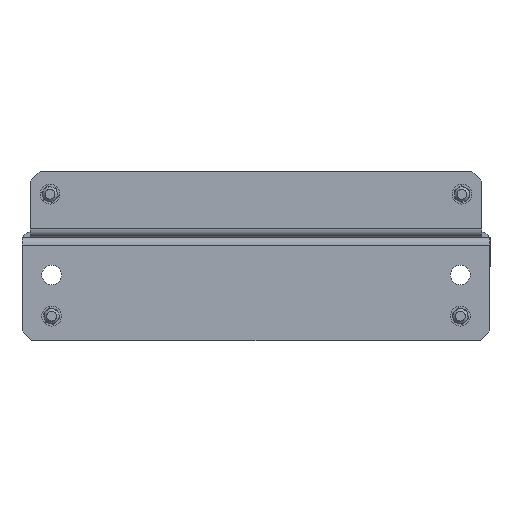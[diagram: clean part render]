
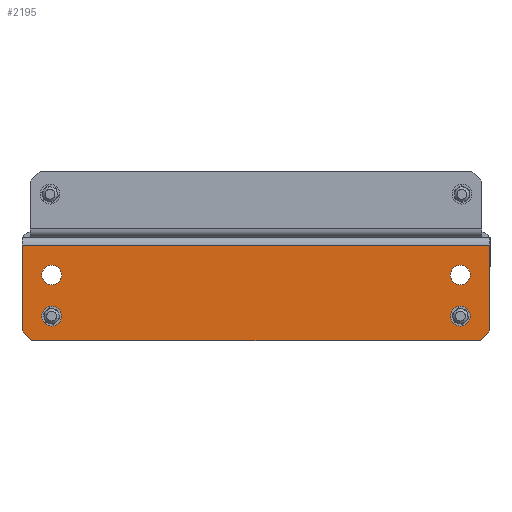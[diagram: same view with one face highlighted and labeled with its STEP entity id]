
A CAD part, left-side view. The second image highlights one B-rep face of the part: STEP entity #2195.
In plain terms, the highlighted face is planar.
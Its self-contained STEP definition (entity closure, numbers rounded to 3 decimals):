
#22 = ORIENTED_EDGE ( 'NONE', *, *, #3003, .F. ) ;
#88 = AXIS2_PLACEMENT_3D ( 'NONE', #1857, #493, #3248 ) ;
#267 = CARTESIAN_POINT ( 'NONE',  ( 11.25, -1.5, -62. ) ) ;
#271 = DIRECTION ( 'NONE',  ( -1., 0., 0. ) ) ;
#308 = EDGE_CURVE ( 'NONE', #4548, #3915, #4535, .T. ) ;
#346 = CARTESIAN_POINT ( 'NONE',  ( -1.25, -1.5, 62. ) ) ;
#431 = LINE ( 'NONE', #4308, #625 ) ;
#448 = DIRECTION ( 'NONE',  ( 0., 1., 0. ) ) ;
#493 = DIRECTION ( 'NONE',  ( 0., -1., 0. ) ) ;
#572 = DIRECTION ( 'NONE',  ( 0., -1., 0. ) ) ;
#594 = CARTESIAN_POINT ( 'NONE',  ( 15.75, -1.5, 68. ) ) ;
#625 = VECTOR ( 'NONE', #3605, 1000. ) ;
#684 = CARTESIAN_POINT ( 'NONE',  ( -15.75, -1.5, 71. ) ) ;
#727 = CARTESIAN_POINT ( 'NONE',  ( 15.75, -1.5, 68. ) ) ;
#815 = VERTEX_POINT ( 'NONE', #346 ) ;
#991 = CIRCLE ( 'NONE', #88, 3. ) ;
#1012 = AXIS2_PLACEMENT_3D ( 'NONE', #4212, #3894, #2462 ) ;
#1017 = DIRECTION ( 'NONE',  ( 0., -1., 0. ) ) ;
#1027 = EDGE_CURVE ( 'NONE', #1974, #1945, #991, .T. ) ;
#1044 = DIRECTION ( 'NONE',  ( 0., 1., 0. ) ) ;
#1179 = CARTESIAN_POINT ( 'NONE',  ( -15.75, -1.5, 71. ) ) ;
#1206 = EDGE_LOOP ( 'NONE', ( #4500, #2316 ) ) ;
#1259 = ORIENTED_EDGE ( 'NONE', *, *, #1339, .T. ) ;
#1319 = VERTEX_POINT ( 'NONE', #3204 ) ;
#1329 = EDGE_LOOP ( 'NONE', ( #2861, #2212 ) ) ;
#1338 = DIRECTION ( 'NONE',  ( 1., 0., 0. ) ) ;
#1339 = EDGE_CURVE ( 'NONE', #2333, #1926, #2869, .T. ) ;
#1356 = LINE ( 'NONE', #4575, #3848 ) ;
#1496 = EDGE_CURVE ( 'NONE', #4404, #1319, #3995, .T. ) ;
#1652 = DIRECTION ( 'NONE',  ( -0.707, 0., 0.707 ) ) ;
#1676 = AXIS2_PLACEMENT_3D ( 'NONE', #3797, #572, #271 ) ;
#1728 = CARTESIAN_POINT ( 'NONE',  ( -7.25, -1.5, -62. ) ) ;
#1741 = DIRECTION ( 'NONE',  ( 0.707, 0., 0.707 ) ) ;
#1797 = EDGE_LOOP ( 'NONE', ( #2104, #4061 ) ) ;
#1809 = EDGE_CURVE ( 'NONE', #3041, #1926, #1356, .T. ) ;
#1857 = CARTESIAN_POINT ( 'NONE',  ( -4.25, -1.5, -62. ) ) ;
#1891 = AXIS2_PLACEMENT_3D ( 'NONE', #3598, #3989, #2911 ) ;
#1926 = VERTEX_POINT ( 'NONE', #2290 ) ;
#1945 = VERTEX_POINT ( 'NONE', #4492 ) ;
#1947 = CARTESIAN_POINT ( 'NONE',  ( 12.75, -1.5, -71. ) ) ;
#1965 = EDGE_CURVE ( 'NONE', #1945, #1974, #4524, .T. ) ;
#1974 = VERTEX_POINT ( 'NONE', #1728 ) ;
#2044 = CARTESIAN_POINT ( 'NONE',  ( 8.25, -1.5, -62. ) ) ;
#2056 = CIRCLE ( 'NONE', #4006, 3. ) ;
#2090 = EDGE_CURVE ( 'NONE', #4465, #815, #2642, .T. ) ;
#2104 = ORIENTED_EDGE ( 'NONE', *, *, #3375, .T. ) ;
#2147 = EDGE_CURVE ( 'NONE', #4548, #3927, #3969, .T. ) ;
#2170 = EDGE_CURVE ( 'NONE', #3927, #2333, #431, .T. ) ;
#2195 = ADVANCED_FACE ( 'NONE', ( #2551, #4348, #2904, #2213, #3672 ), #4368, .F. ) ;
#2212 = ORIENTED_EDGE ( 'NONE', *, *, #1965, .F. ) ;
#2213 = FACE_BOUND ( 'NONE', #1797, .T. ) ;
#2277 = EDGE_LOOP ( 'NONE', ( #2540, #22 ) ) ;
#2290 = CARTESIAN_POINT ( 'NONE',  ( 15.75, -1.5, -68. ) ) ;
#2316 = ORIENTED_EDGE ( 'NONE', *, *, #2862, .T. ) ;
#2333 = VERTEX_POINT ( 'NONE', #1947 ) ;
#2462 = DIRECTION ( 'NONE',  ( -1., 0., 0. ) ) ;
#2487 = DIRECTION ( 'NONE',  ( 0., -1., 0. ) ) ;
#2540 = ORIENTED_EDGE ( 'NONE', *, *, #4007, .F. ) ;
#2551 = FACE_BOUND ( 'NONE', #1329, .T. ) ;
#2642 = CIRCLE ( 'NONE', #3253, 3. ) ;
#2669 = VERTEX_POINT ( 'NONE', #4358 ) ;
#2678 = ORIENTED_EDGE ( 'NONE', *, *, #308, .F. ) ;
#2713 = DIRECTION ( 'NONE',  ( -1., 0., 0. ) ) ;
#2732 = AXIS2_PLACEMENT_3D ( 'NONE', #3537, #2487, #3516 ) ;
#2789 = DIRECTION ( 'NONE',  ( 0., 0., -1. ) ) ;
#2802 = AXIS2_PLACEMENT_3D ( 'NONE', #1179, #448, #3312 ) ;
#2861 = ORIENTED_EDGE ( 'NONE', *, *, #1027, .F. ) ;
#2862 = EDGE_CURVE ( 'NONE', #815, #4465, #2056, .T. ) ;
#2869 = LINE ( 'NONE', #4225, #3844 ) ;
#2890 = ORIENTED_EDGE ( 'NONE', *, *, #2170, .T. ) ;
#2904 = FACE_BOUND ( 'NONE', #1206, .T. ) ;
#2911 = DIRECTION ( 'NONE',  ( -1., 0., 0. ) ) ;
#2953 = AXIS2_PLACEMENT_3D ( 'NONE', #2044, #1017, #4206 ) ;
#3003 = EDGE_CURVE ( 'NONE', #3895, #2669, #3110, .T. ) ;
#3041 = VERTEX_POINT ( 'NONE', #727 ) ;
#3083 = LINE ( 'NONE', #594, #3639 ) ;
#3110 = CIRCLE ( 'NONE', #2732, 3. ) ;
#3120 = CARTESIAN_POINT ( 'NONE',  ( -4.25, -1.5, 62. ) ) ;
#3204 = CARTESIAN_POINT ( 'NONE',  ( 5.25, -1.5, 62. ) ) ;
#3248 = DIRECTION ( 'NONE',  ( -1., 0., 0. ) ) ;
#3253 = AXIS2_PLACEMENT_3D ( 'NONE', #3510, #1044, #3869 ) ;
#3303 = EDGE_CURVE ( 'NONE', #3041, #3915, #3083, .T. ) ;
#3312 = DIRECTION ( 'NONE',  ( -1., 0., 0. ) ) ;
#3368 = DIRECTION ( 'NONE',  ( 0., 0., -1. ) ) ;
#3375 = EDGE_CURVE ( 'NONE', #1319, #4404, #3775, .T. ) ;
#3481 = CARTESIAN_POINT ( 'NONE',  ( -13.25, -1.5, -71. ) ) ;
#3510 = CARTESIAN_POINT ( 'NONE',  ( -4.25, -1.5, 62. ) ) ;
#3516 = DIRECTION ( 'NONE',  ( -1., 0., 0. ) ) ;
#3537 = CARTESIAN_POINT ( 'NONE',  ( 8.25, -1.5, -62. ) ) ;
#3598 = CARTESIAN_POINT ( 'NONE',  ( 8.25, -1.5, 62. ) ) ;
#3604 = EDGE_LOOP ( 'NONE', ( #4345, #4537, #2678, #3764, #2890, #1259 ) ) ;
#3605 = DIRECTION ( 'NONE',  ( 1., 0., 0. ) ) ;
#3639 = VECTOR ( 'NONE', #1652, 1000. ) ;
#3672 = FACE_OUTER_BOUND ( 'NONE', #3604, .T. ) ;
#3764 = ORIENTED_EDGE ( 'NONE', *, *, #2147, .T. ) ;
#3775 = CIRCLE ( 'NONE', #1012, 3. ) ;
#3797 = CARTESIAN_POINT ( 'NONE',  ( -4.25, -1.5, -62. ) ) ;
#3844 = VECTOR ( 'NONE', #1741, 1000. ) ;
#3848 = VECTOR ( 'NONE', #2789, 1000. ) ;
#3869 = DIRECTION ( 'NONE',  ( -1., 0., 0. ) ) ;
#3889 = CARTESIAN_POINT ( 'NONE',  ( 12.75, -1.5, 71. ) ) ;
#3894 = DIRECTION ( 'NONE',  ( 0., 1., 0. ) ) ;
#3895 = VERTEX_POINT ( 'NONE', #267 ) ;
#3915 = VERTEX_POINT ( 'NONE', #3889 ) ;
#3924 = CARTESIAN_POINT ( 'NONE',  ( -7.25, -1.5, 62. ) ) ;
#3927 = VERTEX_POINT ( 'NONE', #3481 ) ;
#3969 = LINE ( 'NONE', #4049, #4154 ) ;
#3989 = DIRECTION ( 'NONE',  ( 0., 1., 0. ) ) ;
#3995 = CIRCLE ( 'NONE', #1891, 3. ) ;
#4006 = AXIS2_PLACEMENT_3D ( 'NONE', #3120, #4217, #2713 ) ;
#4007 = EDGE_CURVE ( 'NONE', #2669, #3895, #4375, .T. ) ;
#4049 = CARTESIAN_POINT ( 'NONE',  ( -13.25, -1.5, 71. ) ) ;
#4061 = ORIENTED_EDGE ( 'NONE', *, *, #1496, .T. ) ;
#4154 = VECTOR ( 'NONE', #3368, 1000. ) ;
#4206 = DIRECTION ( 'NONE',  ( -1., 0., 0. ) ) ;
#4212 = CARTESIAN_POINT ( 'NONE',  ( 8.25, -1.5, 62. ) ) ;
#4217 = DIRECTION ( 'NONE',  ( 0., 1., 0. ) ) ;
#4225 = CARTESIAN_POINT ( 'NONE',  ( 12.75, -1.5, -71. ) ) ;
#4251 = CARTESIAN_POINT ( 'NONE',  ( 11.25, -1.5, 62. ) ) ;
#4308 = CARTESIAN_POINT ( 'NONE',  ( -15.75, -1.5, -71. ) ) ;
#4319 = CARTESIAN_POINT ( 'NONE',  ( -13.25, -1.5, 71. ) ) ;
#4345 = ORIENTED_EDGE ( 'NONE', *, *, #1809, .F. ) ;
#4348 = FACE_BOUND ( 'NONE', #2277, .T. ) ;
#4357 = VECTOR ( 'NONE', #1338, 1000. ) ;
#4358 = CARTESIAN_POINT ( 'NONE',  ( 5.25, -1.5, -62. ) ) ;
#4368 = PLANE ( 'NONE',  #2802 ) ;
#4375 = CIRCLE ( 'NONE', #2953, 3. ) ;
#4404 = VERTEX_POINT ( 'NONE', #4251 ) ;
#4465 = VERTEX_POINT ( 'NONE', #3924 ) ;
#4492 = CARTESIAN_POINT ( 'NONE',  ( -1.25, -1.5, -62. ) ) ;
#4500 = ORIENTED_EDGE ( 'NONE', *, *, #2090, .T. ) ;
#4524 = CIRCLE ( 'NONE', #1676, 3. ) ;
#4535 = LINE ( 'NONE', #684, #4357 ) ;
#4537 = ORIENTED_EDGE ( 'NONE', *, *, #3303, .T. ) ;
#4548 = VERTEX_POINT ( 'NONE', #4319 ) ;
#4575 = CARTESIAN_POINT ( 'NONE',  ( 15.75, -1.5, 71. ) ) ;
